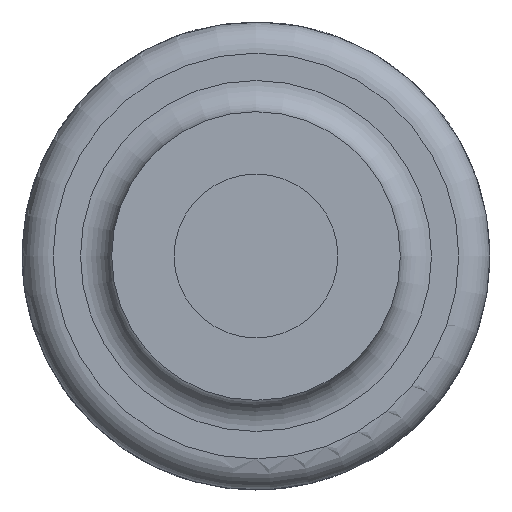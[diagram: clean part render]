
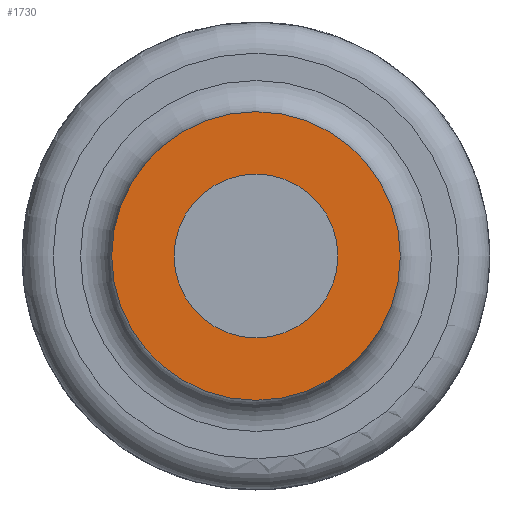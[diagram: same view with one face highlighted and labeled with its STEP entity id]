
A CAD part, front view. The second image highlights one B-rep face of the part: STEP entity #1730.
In plain terms, the highlighted planar face has unit normal (0, -1, 0).
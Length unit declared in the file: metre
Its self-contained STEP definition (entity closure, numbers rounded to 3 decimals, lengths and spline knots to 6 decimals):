
#663=ORIENTED_EDGE('',*,*,#1029,.F.);
#664=ORIENTED_EDGE('',*,*,#1028,.T.);
#1028=EDGE_CURVE('',#1196,#1196,#1356,.T.);
#1029=EDGE_CURVE('',#1197,#1197,#1357,.T.);
#1196=VERTEX_POINT('',#3192);
#1197=VERTEX_POINT('',#3195);
#1356=CIRCLE('',#1997,0.004625);
#1357=CIRCLE('',#1999,0.002625);
#1451=EDGE_LOOP('',(#663));
#1452=EDGE_LOOP('',(#664));
#1578=FACE_BOUND('',#1451,.T.);
#1579=FACE_BOUND('',#1452,.T.);
#1629=PLANE('',#1998);
#1730=ADVANCED_FACE('',(#1578,#1579),#1629,.T.);
#1997=AXIS2_PLACEMENT_3D('',#3191,#2524,#2525);
#1998=AXIS2_PLACEMENT_3D('',#3193,#2526,#2527);
#1999=AXIS2_PLACEMENT_3D('',#3194,#2528,#2529);
#2524=DIRECTION('',(0.,-1.,0.));
#2525=DIRECTION('',(-1.,0.,0.));
#2526=DIRECTION('',(0.,-1.,0.));
#2527=DIRECTION('',(1.,0.,0.));
#2528=DIRECTION('',(0.,-1.,0.));
#2529=DIRECTION('',(-1.,0.,0.));
#3191=CARTESIAN_POINT('',(0.,-0.005,0.));
#3192=CARTESIAN_POINT('',(-0.004625,-0.005,0.));
#3193=CARTESIAN_POINT('',(0.,-0.005,0.));
#3194=CARTESIAN_POINT('',(0.,-0.005,0.));
#3195=CARTESIAN_POINT('',(-0.002625,-0.005,0.));
